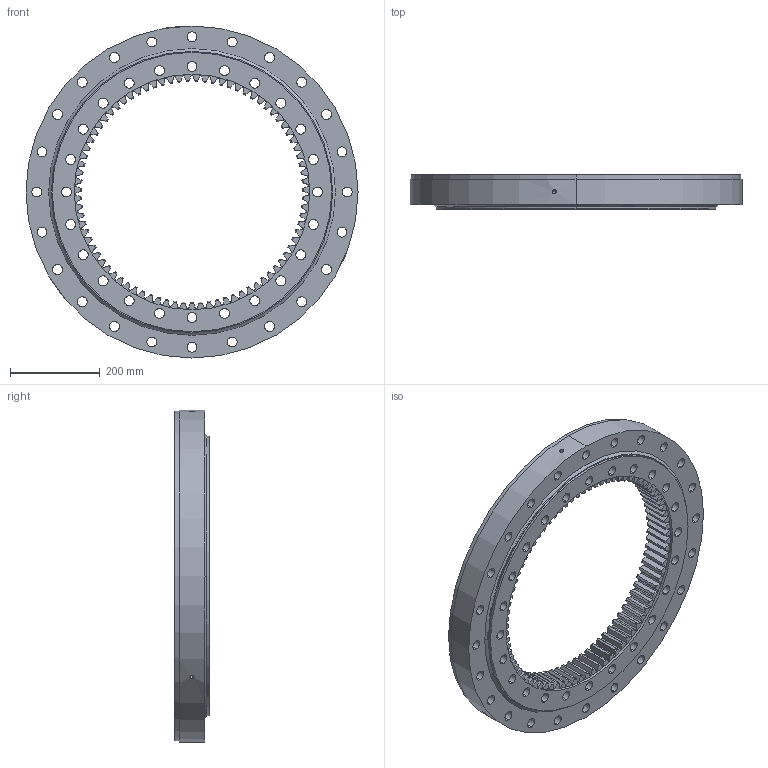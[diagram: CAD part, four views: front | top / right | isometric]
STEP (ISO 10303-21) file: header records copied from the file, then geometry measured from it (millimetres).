
FILE_DESCRIPTION (( 'STEP AP203' ), '1' );
FILE_NAME ('02-0626-01.STEP', '2017-12-26T12:33:48', ( 'defontaine' ), ( 'Hewlett-Packard Company' ), 'SwSTEP 2.0', 'SolidWorks 2016', '' );
FILE_SCHEMA (( 'CONFIG_CONTROL_DESIGN' ));
Length unit declared in the file: millimetre
Products named in the file (1): 02-0626-01
Bounding box: 740 x 76 x 740 mm (x, y, z)
Volume: 12097607.3 mm3; surface area: 1452196.6 mm2
Topology: 5 solids, 5 shells, 662 faces, 1927 edges, 1279 vertices
Faces by surface type: cylinder 287, plane 180, cone 175, torus 18, sphere 2
Entity records: 23119 total; most frequent: CARTESIAN_POINT 5257, ORIENTED_EDGE 3844, DIRECTION 3688, EDGE_CURVE 1922, AXIS2_PLACEMENT_3D 1447, VERTEX_POINT 1276, VECTOR 794, LINE 794
